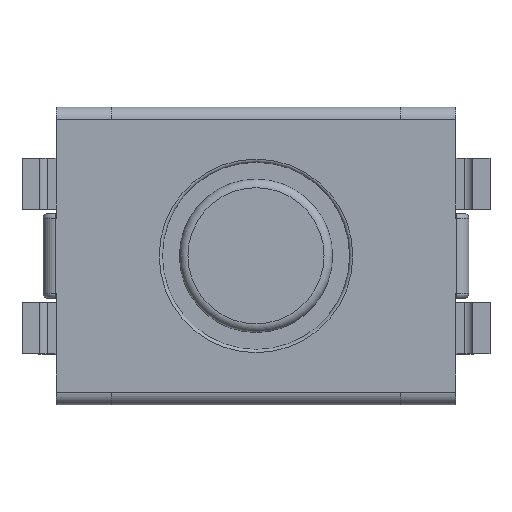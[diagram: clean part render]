
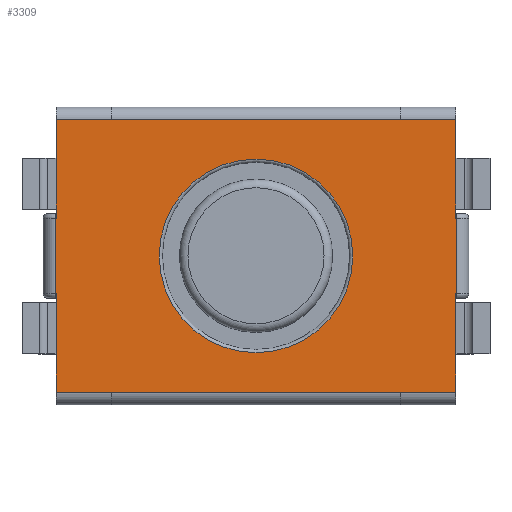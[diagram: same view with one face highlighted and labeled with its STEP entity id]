
A CAD part, top view. The second image highlights one B-rep face of the part: STEP entity #3309.
In plain terms, the highlighted planar face has unit normal (0, 0, 1).
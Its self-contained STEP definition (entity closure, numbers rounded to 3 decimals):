
#1516 = VERTEX_POINT('',#1517);
#1517 = CARTESIAN_POINT('',(-2.35,1.6,1.65));
#1523 = EDGE_CURVE('',#1516,#1524,#1526,.T.);
#1524 = VERTEX_POINT('',#1525);
#1525 = CARTESIAN_POINT('',(-2.35,0.445,1.65));
#1526 = LINE('',#1527,#1528);
#1527 = CARTESIAN_POINT('',(-2.35,1.6,1.65));
#1528 = VECTOR('',#1529,1.);
#1529 = DIRECTION('',(0.,-1.,0.));
#1663 = VERTEX_POINT('',#1664);
#1664 = CARTESIAN_POINT('',(-2.35,-0.445,1.65));
#1671 = EDGE_CURVE('',#1663,#1672,#1674,.T.);
#1672 = VERTEX_POINT('',#1673);
#1673 = CARTESIAN_POINT('',(-2.35,-1.6,1.65));
#1674 = LINE('',#1675,#1676);
#1675 = CARTESIAN_POINT('',(-2.35,1.6,1.65));
#1676 = VECTOR('',#1677,1.);
#1677 = DIRECTION('',(0.,-1.,0.));
#2339 = VERTEX_POINT('',#2340);
#2340 = CARTESIAN_POINT('',(2.35,-1.6,1.65));
#2346 = EDGE_CURVE('',#2339,#2347,#2349,.T.);
#2347 = VERTEX_POINT('',#2348);
#2348 = CARTESIAN_POINT('',(2.35,-0.445,1.65));
#2349 = LINE('',#2350,#2351);
#2350 = CARTESIAN_POINT('',(2.35,-1.6,1.65));
#2351 = VECTOR('',#2352,1.);
#2352 = DIRECTION('',(0.,1.,0.));
#2486 = VERTEX_POINT('',#2487);
#2487 = CARTESIAN_POINT('',(2.35,0.445,1.65));
#2494 = EDGE_CURVE('',#2486,#2495,#2497,.T.);
#2495 = VERTEX_POINT('',#2496);
#2496 = CARTESIAN_POINT('',(2.35,1.6,1.65));
#2497 = LINE('',#2498,#2499);
#2498 = CARTESIAN_POINT('',(2.35,-1.6,1.65));
#2499 = VECTOR('',#2500,1.);
#2500 = DIRECTION('',(0.,1.,0.));
#3237 = EDGE_CURVE('',#3238,#3240,#3242,.T.);
#3238 = VERTEX_POINT('',#3239);
#3239 = CARTESIAN_POINT('',(-1.7,1.6,1.65));
#3240 = VERTEX_POINT('',#3241);
#3241 = CARTESIAN_POINT('',(-1.7,1.602,1.65));
#3242 = LINE('',#3243,#3244);
#3243 = CARTESIAN_POINT('',(-1.7,1.6,1.65));
#3244 = VECTOR('',#3245,1.);
#3245 = DIRECTION('',(0.,1.,0.));
#3273 = EDGE_CURVE('',#3238,#1516,#3274,.T.);
#3274 = LINE('',#3275,#3276);
#3275 = CARTESIAN_POINT('',(2.35,1.6,1.65));
#3276 = VECTOR('',#3277,1.);
#3277 = DIRECTION('',(-1.,0.,0.));
#3289 = VERTEX_POINT('',#3290);
#3290 = CARTESIAN_POINT('',(-2.352,0.445,1.65));
#3299 = EDGE_CURVE('',#3289,#1524,#3300,.T.);
#3300 = LINE('',#3301,#3302);
#3301 = CARTESIAN_POINT('',(-2.352,0.445,1.65));
#3302 = VECTOR('',#3303,1.);
#3303 = DIRECTION('',(1.,0.,0.));
#3309 = ADVANCED_FACE('',(#3310,#3415),#3426,.T.);
#3310 = FACE_BOUND('',#3311,.T.);
#3311 = EDGE_LOOP('',(#3312,#3313,#3321,#3329,#3335,#3336,#3344,#3352,
#3358,#3359,#3360,#3361,#3362,#3370,#3376,#3377,#3385,#3393,#3401,
#3409));
#3312 = ORIENTED_EDGE('',*,*,#2346,.T.);
#3313 = ORIENTED_EDGE('',*,*,#3314,.F.);
#3314 = EDGE_CURVE('',#3315,#2347,#3317,.T.);
#3315 = VERTEX_POINT('',#3316);
#3316 = CARTESIAN_POINT('',(2.352,-0.445,1.65));
#3317 = LINE('',#3318,#3319);
#3318 = CARTESIAN_POINT('',(2.352,-0.445,1.65));
#3319 = VECTOR('',#3320,1.);
#3320 = DIRECTION('',(-1.,0.,0.));
#3321 = ORIENTED_EDGE('',*,*,#3322,.T.);
#3322 = EDGE_CURVE('',#3315,#3323,#3325,.T.);
#3323 = VERTEX_POINT('',#3324);
#3324 = CARTESIAN_POINT('',(2.352,0.445,1.65));
#3325 = LINE('',#3326,#3327);
#3326 = CARTESIAN_POINT('',(2.352,-0.495,1.65));
#3327 = VECTOR('',#3328,1.);
#3328 = DIRECTION('',(0.,1.,0.));
#3329 = ORIENTED_EDGE('',*,*,#3330,.T.);
#3330 = EDGE_CURVE('',#3323,#2486,#3331,.T.);
#3331 = LINE('',#3332,#3333);
#3332 = CARTESIAN_POINT('',(2.352,0.445,1.65));
#3333 = VECTOR('',#3334,1.);
#3334 = DIRECTION('',(-1.,0.,0.));
#3335 = ORIENTED_EDGE('',*,*,#2494,.T.);
#3336 = ORIENTED_EDGE('',*,*,#3337,.T.);
#3337 = EDGE_CURVE('',#2495,#3338,#3340,.T.);
#3338 = VERTEX_POINT('',#3339);
#3339 = CARTESIAN_POINT('',(1.7,1.6,1.65));
#3340 = LINE('',#3341,#3342);
#3341 = CARTESIAN_POINT('',(2.35,1.6,1.65));
#3342 = VECTOR('',#3343,1.);
#3343 = DIRECTION('',(-1.,0.,0.));
#3344 = ORIENTED_EDGE('',*,*,#3345,.T.);
#3345 = EDGE_CURVE('',#3338,#3346,#3348,.T.);
#3346 = VERTEX_POINT('',#3347);
#3347 = CARTESIAN_POINT('',(1.7,1.602,1.65));
#3348 = LINE('',#3349,#3350);
#3349 = CARTESIAN_POINT('',(1.7,1.6,1.65));
#3350 = VECTOR('',#3351,1.);
#3351 = DIRECTION('',(0.,1.,0.));
#3352 = ORIENTED_EDGE('',*,*,#3353,.F.);
#3353 = EDGE_CURVE('',#3240,#3346,#3354,.T.);
#3354 = LINE('',#3355,#3356);
#3355 = CARTESIAN_POINT('',(-1.7,1.602,1.65));
#3356 = VECTOR('',#3357,1.);
#3357 = DIRECTION('',(1.,0.,0.));
#3358 = ORIENTED_EDGE('',*,*,#3237,.F.);
#3359 = ORIENTED_EDGE('',*,*,#3273,.T.);
#3360 = ORIENTED_EDGE('',*,*,#1523,.T.);
#3361 = ORIENTED_EDGE('',*,*,#3299,.F.);
#3362 = ORIENTED_EDGE('',*,*,#3363,.F.);
#3363 = EDGE_CURVE('',#3364,#3289,#3366,.T.);
#3364 = VERTEX_POINT('',#3365);
#3365 = CARTESIAN_POINT('',(-2.352,-0.445,1.65));
#3366 = LINE('',#3367,#3368);
#3367 = CARTESIAN_POINT('',(-2.352,-0.495,1.65));
#3368 = VECTOR('',#3369,1.);
#3369 = DIRECTION('',(0.,1.,0.));
#3370 = ORIENTED_EDGE('',*,*,#3371,.T.);
#3371 = EDGE_CURVE('',#3364,#1663,#3372,.T.);
#3372 = LINE('',#3373,#3374);
#3373 = CARTESIAN_POINT('',(-2.352,-0.445,1.65));
#3374 = VECTOR('',#3375,1.);
#3375 = DIRECTION('',(1.,0.,0.));
#3376 = ORIENTED_EDGE('',*,*,#1671,.T.);
#3377 = ORIENTED_EDGE('',*,*,#3378,.T.);
#3378 = EDGE_CURVE('',#1672,#3379,#3381,.T.);
#3379 = VERTEX_POINT('',#3380);
#3380 = CARTESIAN_POINT('',(-1.7,-1.6,1.65));
#3381 = LINE('',#3382,#3383);
#3382 = CARTESIAN_POINT('',(-2.35,-1.6,1.65));
#3383 = VECTOR('',#3384,1.);
#3384 = DIRECTION('',(1.,0.,0.));
#3385 = ORIENTED_EDGE('',*,*,#3386,.T.);
#3386 = EDGE_CURVE('',#3379,#3387,#3389,.T.);
#3387 = VERTEX_POINT('',#3388);
#3388 = CARTESIAN_POINT('',(-1.7,-1.602,1.65));
#3389 = LINE('',#3390,#3391);
#3390 = CARTESIAN_POINT('',(-1.7,-1.6,1.65));
#3391 = VECTOR('',#3392,1.);
#3392 = DIRECTION('',(0.,-1.,-0.));
#3393 = ORIENTED_EDGE('',*,*,#3394,.T.);
#3394 = EDGE_CURVE('',#3387,#3395,#3397,.T.);
#3395 = VERTEX_POINT('',#3396);
#3396 = CARTESIAN_POINT('',(1.7,-1.602,1.65));
#3397 = LINE('',#3398,#3399);
#3398 = CARTESIAN_POINT('',(-1.7,-1.602,1.65));
#3399 = VECTOR('',#3400,1.);
#3400 = DIRECTION('',(1.,0.,-0.));
#3401 = ORIENTED_EDGE('',*,*,#3402,.F.);
#3402 = EDGE_CURVE('',#3403,#3395,#3405,.T.);
#3403 = VERTEX_POINT('',#3404);
#3404 = CARTESIAN_POINT('',(1.7,-1.6,1.65));
#3405 = LINE('',#3406,#3407);
#3406 = CARTESIAN_POINT('',(1.7,-1.6,1.65));
#3407 = VECTOR('',#3408,1.);
#3408 = DIRECTION('',(0.,-1.,-0.));
#3409 = ORIENTED_EDGE('',*,*,#3410,.T.);
#3410 = EDGE_CURVE('',#3403,#2339,#3411,.T.);
#3411 = LINE('',#3412,#3413);
#3412 = CARTESIAN_POINT('',(-2.35,-1.6,1.65));
#3413 = VECTOR('',#3414,1.);
#3414 = DIRECTION('',(1.,0.,0.));
#3415 = FACE_BOUND('',#3416,.T.);
#3416 = EDGE_LOOP('',(#3417));
#3417 = ORIENTED_EDGE('',*,*,#3418,.T.);
#3418 = EDGE_CURVE('',#3419,#3419,#3421,.T.);
#3419 = VERTEX_POINT('',#3420);
#3420 = CARTESIAN_POINT('',(0.,1.138,1.65));
#3421 = CIRCLE('',#3422,1.138);
#3422 = AXIS2_PLACEMENT_3D('',#3423,#3424,#3425);
#3423 = CARTESIAN_POINT('',(0.,0.,1.65));
#3424 = DIRECTION('',(0.,0.,-1.));
#3425 = DIRECTION('',(0.,1.,0.));
#3426 = PLANE('',#3427);
#3427 = AXIS2_PLACEMENT_3D('',#3428,#3429,#3430);
#3428 = CARTESIAN_POINT('',(0.,0.,1.65));
#3429 = DIRECTION('',(0.,0.,1.));
#3430 = DIRECTION('',(0.,1.,0.));
